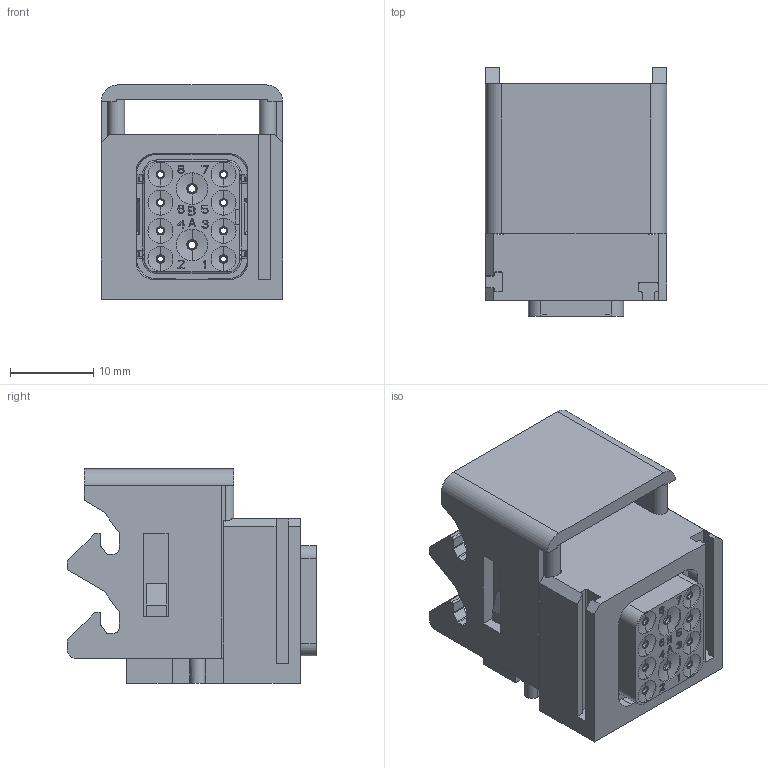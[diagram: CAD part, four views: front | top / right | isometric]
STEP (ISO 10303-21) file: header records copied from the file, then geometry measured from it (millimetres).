
FILE_DESCRIPTION((''),'2;1');
FILE_NAME('35599114000','2020-02-19T',('presta_be4'),(''),'CREO PARAMETRIC BY PTC INC, 2018360','CREO PARAMETRIC BY PTC INC, 2018360','');
FILE_SCHEMA(('CONFIG_CONTROL_DESIGN'));
Products named in the file (1): 35599114000
Bounding box: 21.8 x 29.95 x 25.75 mm (x, y, z)
Volume: 7237.7 mm3; surface area: 9426.7 mm2
Topology: 1 solids, 1 shells, 2146 faces, 5486 edges, 3436 vertices
Faces by surface type: plane 1190, cylinder 379, cone 262, torus 236, bspline 79
Entity records: 77435 total; most frequent: CARTESIAN_POINT 25100, ORIENTED_EDGE 10972, DIRECTION 10886, EDGE_CURVE 5486, AXIS2_PLACEMENT_3D 3660, VECTOR 3566, LINE 3566, VERTEX_POINT 3436
